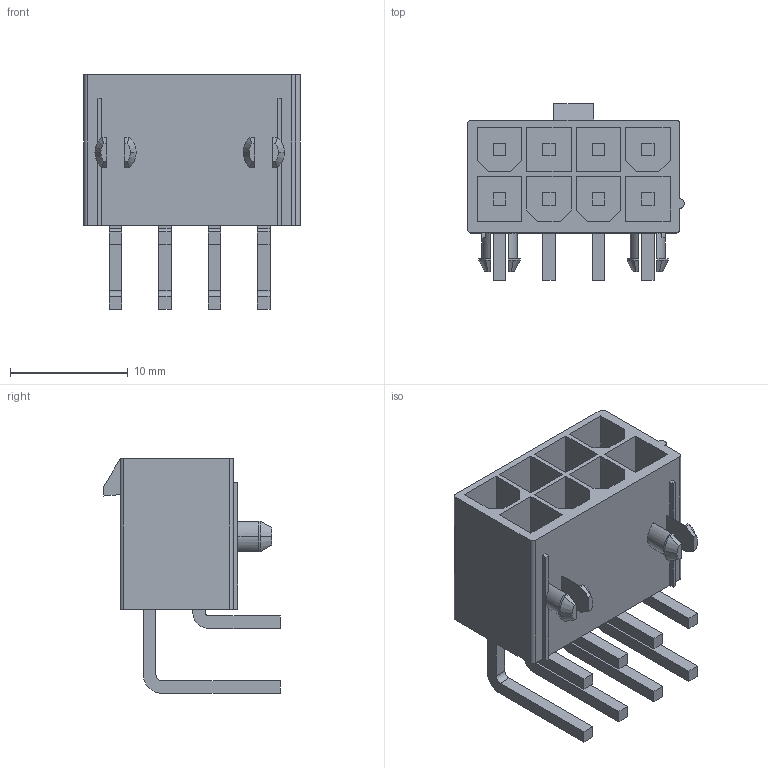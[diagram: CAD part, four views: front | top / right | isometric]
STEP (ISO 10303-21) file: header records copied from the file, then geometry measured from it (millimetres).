
FILE_DESCRIPTION(('STEP AP214'),'1');
FILE_NAME('39-30-0080.stp','2017-06-28T09:44:51',('TraceParts'),('TraceParts S.A.'),'Spatial InterOp 3D',' ',' ');
FILE_SCHEMA(('automotive_design'));
Length unit declared in the file: millimetre
Products named in the file (2): 39-30-0080_1; 1
Bounding box: 18.4 x 15 x 19.93 mm (x, y, z)
Volume: 1367.1 mm3; surface area: 2748.2 mm2
Topology: 1 solids, 1 shells, 242 faces, 638 edges, 446 vertices
Faces by surface type: plane 196, cylinder 38, cone 8
Entity records: 7415 total; most frequent: CARTESIAN_POINT 1308, ORIENTED_EDGE 1232, DIRECTION 1226, EDGE_CURVE 616, LINE 522, VECTOR 522, VERTEX_POINT 402, AXIS2_PLACEMENT_3D 352
